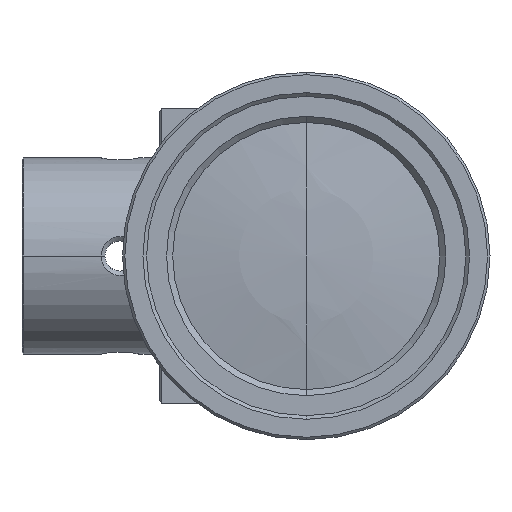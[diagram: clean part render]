
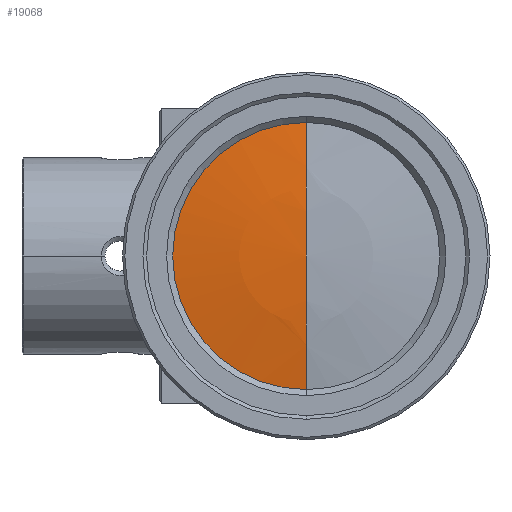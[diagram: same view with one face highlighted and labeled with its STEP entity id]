
A CAD part, left-side view. The second image highlights one B-rep face of the part: STEP entity #19068.
In plain terms, the highlighted spherical face has radius 65.584 mm.
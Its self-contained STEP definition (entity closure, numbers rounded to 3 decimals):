
#19037 = EDGE_CURVE('',#19038,#19040,#19042,.T.);
#19038 = VERTEX_POINT('',#19039);
#19039 = CARTESIAN_POINT('',(-30.7,-10.9,0.));
#19040 = VERTEX_POINT('',#19041);
#19041 = CARTESIAN_POINT('',(-31.613,0.,0.));
#19042 = CIRCLE('',#19043,65.584);
#19043 = AXIS2_PLACEMENT_3D('',#19044,#19045,#19046);
#19044 = CARTESIAN_POINT('',(33.971,0.,0.));
#19045 = DIRECTION('',(0.,0.,-1.));
#19046 = DIRECTION('',(-0.986,-0.166,-0.));
#19049 = VERTEX_POINT('',#19050);
#19050 = CARTESIAN_POINT('',(-30.7,10.9,0.));
#19057 = EDGE_CURVE('',#19049,#19040,#19058,.T.);
#19058 = CIRCLE('',#19059,65.584);
#19059 = AXIS2_PLACEMENT_3D('',#19060,#19061,#19062);
#19060 = CARTESIAN_POINT('',(33.971,0.,0.));
#19061 = DIRECTION('',(0.,0.,1.));
#19062 = DIRECTION('',(-0.986,0.166,0.));
#19068 = ADVANCED_FACE('',(#19069),#19080,.T.);
#19069 = FACE_BOUND('',#19070,.T.);
#19070 = EDGE_LOOP('',(#19071,#19078,#19079));
#19071 = ORIENTED_EDGE('',*,*,#19072,.T.);
#19072 = EDGE_CURVE('',#19049,#19038,#19073,.T.);
#19073 = CIRCLE('',#19074,10.9);
#19074 = AXIS2_PLACEMENT_3D('',#19075,#19076,#19077);
#19075 = CARTESIAN_POINT('',(-30.7,0.,0.));
#19076 = DIRECTION('',(-1.,0.,0.));
#19077 = DIRECTION('',(0.,1.,0.));
#19078 = ORIENTED_EDGE('',*,*,#19037,.T.);
#19079 = ORIENTED_EDGE('',*,*,#19057,.F.);
#19080 = SPHERICAL_SURFACE('',#19081,65.584);
#19081 = AXIS2_PLACEMENT_3D('',#19082,#19083,#19084);
#19082 = CARTESIAN_POINT('',(33.971,0.,0.));
#19083 = DIRECTION('',(1.,0.,0.));
#19084 = DIRECTION('',(0.,-1.,0.));
